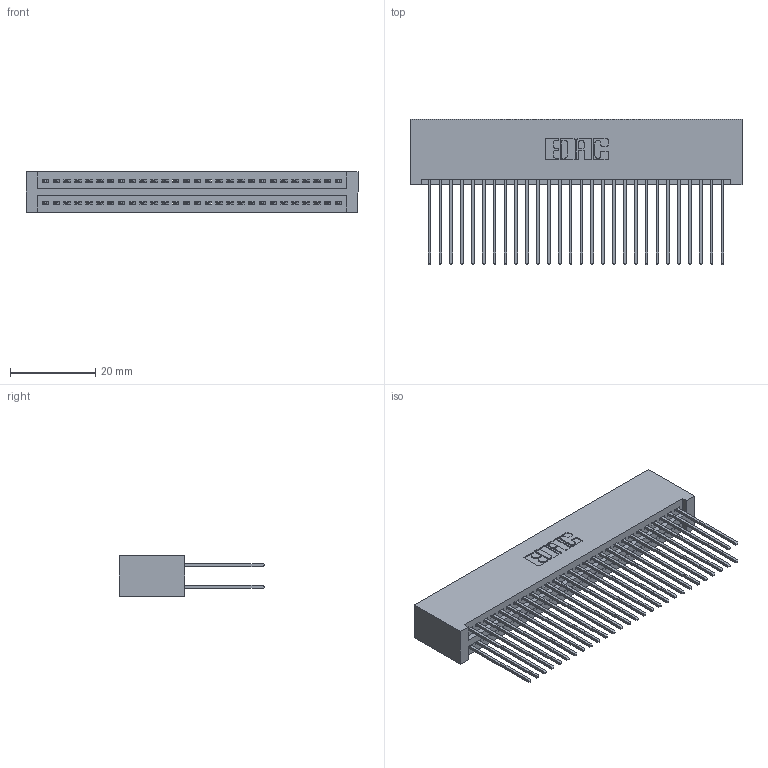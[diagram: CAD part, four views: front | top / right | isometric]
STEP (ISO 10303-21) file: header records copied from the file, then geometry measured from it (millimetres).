
FILE_DESCRIPTION (( 'STEP AP203' ), '1' );
FILE_NAME ('395-056-541-201.STEP', '2019-10-19T18:43:08', ( '' ), ( '' ), 'SwSTEP 2.0', 'SolidWorks 2016', '' );
FILE_SCHEMA (( 'CONFIG_CONTROL_DESIGN' ));
Length unit declared in the file: inch
Products named in the file (3): 345 Part_No Mounting Lugs; 345-292-001_345-293-141; 395-056-541-201
Assembly tree (57 placements, depth 2):
  395-056-541-201
    345 Part_No Mounting Lugs
    345-292-001_345-293-141  x56
Bounding box: 77.72 x 33.96 x 9.4 mm (x, y, z)
Volume: 8357.4 mm3; surface area: 13896.1 mm2
Topology: 57 solids, 57 shells, 2918 faces, 8661 edges, 5698 vertices
Faces by surface type: plane 1924, cylinder 994
Entity records: 23595 total; most frequent: CARTESIAN_POINT 3968, ORIENTED_EDGE 3902, DIRECTION 3511, EDGE_CURVE 1951, LINE 1715, VECTOR 1715, VERTEX_POINT 1298, AXIS2_PLACEMENT_3D 898
